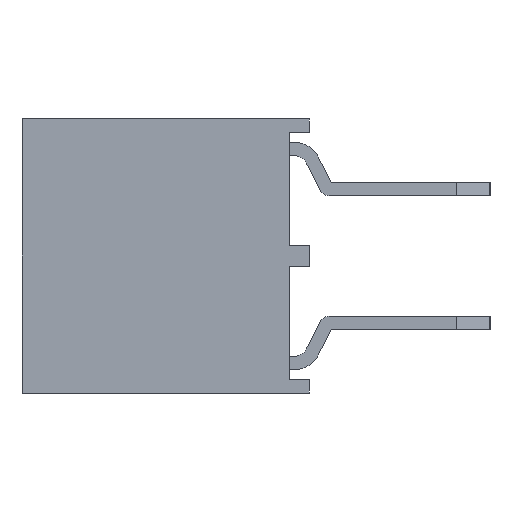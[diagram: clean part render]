
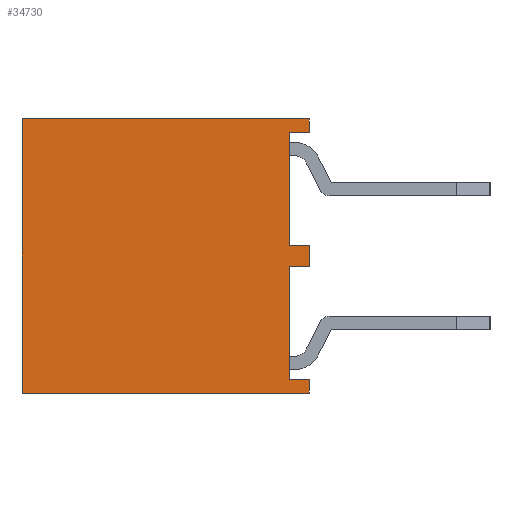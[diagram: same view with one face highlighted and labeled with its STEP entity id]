
A CAD part, left-side view. The second image highlights one B-rep face of the part: STEP entity #34730.
In plain terms, the highlighted planar face has unit normal (-1, 0, 0).
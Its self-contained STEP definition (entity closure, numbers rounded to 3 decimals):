
#1083 = CARTESIAN_POINT ( 'NONE',  ( -15., -0.3, 1.85 ) ) ;
#1216 = VERTEX_POINT ( 'NONE', #15394 ) ;
#1267 = VECTOR ( 'NONE', #2455, 1000. ) ;
#1398 = EDGE_CURVE ( 'NONE', #13268, #11791, #13659, .T. ) ;
#2241 = VECTOR ( 'NONE', #25025, 1000. ) ;
#2455 = DIRECTION ( 'NONE',  ( 0., 1., 0. ) ) ;
#2543 = CARTESIAN_POINT ( 'NONE',  ( -15., -0.3, 0.15 ) ) ;
#2567 = AXIS2_PLACEMENT_3D ( 'NONE', #18987, #30560, #16131 ) ;
#2857 = CARTESIAN_POINT ( 'NONE',  ( -15., 0., 1.85 ) ) ;
#2897 = ORIENTED_EDGE ( 'NONE', *, *, #1398, .F. ) ;
#3570 = LINE ( 'NONE', #1083, #32329 ) ;
#3587 = VERTEX_POINT ( 'NONE', #30718 ) ;
#3770 = DIRECTION ( 'NONE',  ( 0., 0., 1. ) ) ;
#3808 = VECTOR ( 'NONE', #13913, 1000. ) ;
#5374 = CARTESIAN_POINT ( 'NONE',  ( -15., -0.3, -2.05 ) ) ;
#5710 = VECTOR ( 'NONE', #10413, 1000. ) ;
#6438 = CARTESIAN_POINT ( 'NONE',  ( -15., 4., -2.05 ) ) ;
#7188 = CARTESIAN_POINT ( 'NONE',  ( -15., 0., 0.15 ) ) ;
#7309 = ORIENTED_EDGE ( 'NONE', *, *, #15299, .F. ) ;
#8065 = VERTEX_POINT ( 'NONE', #20717 ) ;
#8077 = CARTESIAN_POINT ( 'NONE',  ( -15., -0.3, -1.85 ) ) ;
#8502 = VECTOR ( 'NONE', #23077, 1000. ) ;
#8981 = DIRECTION ( 'NONE',  ( 0., -1., 0. ) ) ;
#9686 = VECTOR ( 'NONE', #3770, 1000. ) ;
#10235 = PLANE ( 'NONE',  #2567 ) ;
#10413 = DIRECTION ( 'NONE',  ( 0., -1., 0. ) ) ;
#11674 = VERTEX_POINT ( 'NONE', #25240 ) ;
#11791 = VERTEX_POINT ( 'NONE', #23354 ) ;
#11975 = ORIENTED_EDGE ( 'NONE', *, *, #24989, .F. ) ;
#12536 = VECTOR ( 'NONE', #30166, 1000. ) ;
#12549 = ORIENTED_EDGE ( 'NONE', *, *, #28546, .T. ) ;
#13078 = EDGE_CURVE ( 'NONE', #3587, #33560, #3570, .T. ) ;
#13268 = VERTEX_POINT ( 'NONE', #35411 ) ;
#13432 = CARTESIAN_POINT ( 'NONE',  ( -15., 0., -2.05 ) ) ;
#13659 = LINE ( 'NONE', #28481, #1267 ) ;
#13913 = DIRECTION ( 'NONE',  ( 0., 0., -1. ) ) ;
#14065 = CARTESIAN_POINT ( 'NONE',  ( -15., 0., 1.85 ) ) ;
#14438 = DIRECTION ( 'NONE',  ( 0., -1., 0. ) ) ;
#14670 = ORIENTED_EDGE ( 'NONE', *, *, #25408, .F. ) ;
#15299 = EDGE_CURVE ( 'NONE', #32872, #1216, #18597, .T. ) ;
#15394 = CARTESIAN_POINT ( 'NONE',  ( -15., -0.3, 0.15 ) ) ;
#15928 = LINE ( 'NONE', #33771, #5710 ) ;
#16131 = DIRECTION ( 'NONE',  ( 0., 1., 0. ) ) ;
#16174 = CARTESIAN_POINT ( 'NONE',  ( -15., 4., 2.05 ) ) ;
#16421 = EDGE_CURVE ( 'NONE', #28500, #3587, #35007, .T. ) ;
#16545 = VECTOR ( 'NONE', #26508, 1000. ) ;
#16902 = CARTESIAN_POINT ( 'NONE',  ( -15., 0., -0.15 ) ) ;
#17106 = ORIENTED_EDGE ( 'NONE', *, *, #16421, .F. ) ;
#17543 = ORIENTED_EDGE ( 'NONE', *, *, #13078, .F. ) ;
#17642 = ORIENTED_EDGE ( 'NONE', *, *, #23917, .T. ) ;
#18597 = LINE ( 'NONE', #7188, #12536 ) ;
#18604 = CARTESIAN_POINT ( 'NONE',  ( -15., 0., 2.05 ) ) ;
#18633 = EDGE_CURVE ( 'NONE', #8065, #36165, #15928, .T. ) ;
#18905 = CARTESIAN_POINT ( 'NONE',  ( -15., 0., 0.15 ) ) ;
#18987 = CARTESIAN_POINT ( 'NONE',  ( -15., 0., -2.05 ) ) ;
#19383 = DIRECTION ( 'NONE',  ( 0., -1., 0. ) ) ;
#19550 = VERTEX_POINT ( 'NONE', #32811 ) ;
#20538 = EDGE_CURVE ( 'NONE', #32872, #28644, #22379, .T. ) ;
#20717 = CARTESIAN_POINT ( 'NONE',  ( -15., 0., -1.85 ) ) ;
#21368 = LINE ( 'NONE', #26327, #16545 ) ;
#22379 = LINE ( 'NONE', #13432, #2241 ) ;
#22815 = LINE ( 'NONE', #2857, #31640 ) ;
#23077 = DIRECTION ( 'NONE',  ( 0., 0., -1. ) ) ;
#23354 = CARTESIAN_POINT ( 'NONE',  ( -15., 4., -2.05 ) ) ;
#23917 = EDGE_CURVE ( 'NONE', #19550, #11674, #30767, .T. ) ;
#24989 = EDGE_CURVE ( 'NONE', #11791, #28500, #32456, .T. ) ;
#25025 = DIRECTION ( 'NONE',  ( 0., 0., 1. ) ) ;
#25090 = EDGE_LOOP ( 'NONE', ( #35913, #17642, #14670, #7309, #27518, #12549, #17543, #17106, #11975, #2897, #31348, #33063 ) ) ;
#25224 = CARTESIAN_POINT ( 'NONE',  ( -15., -0.3, 1.85 ) ) ;
#25240 = CARTESIAN_POINT ( 'NONE',  ( -15., -0.3, -0.15 ) ) ;
#25408 = EDGE_CURVE ( 'NONE', #1216, #11674, #35016, .T. ) ;
#26327 = CARTESIAN_POINT ( 'NONE',  ( -15., 0., -2.05 ) ) ;
#26508 = DIRECTION ( 'NONE',  ( 0., 0., 1. ) ) ;
#27518 = ORIENTED_EDGE ( 'NONE', *, *, #20538, .T. ) ;
#27758 = VECTOR ( 'NONE', #8981, 1000. ) ;
#28481 = CARTESIAN_POINT ( 'NONE',  ( -15., 0., -2.05 ) ) ;
#28500 = VERTEX_POINT ( 'NONE', #16174 ) ;
#28546 = EDGE_CURVE ( 'NONE', #28644, #33560, #22815, .T. ) ;
#28644 = VERTEX_POINT ( 'NONE', #14065 ) ;
#29056 = VECTOR ( 'NONE', #19383, 1000. ) ;
#29951 = DIRECTION ( 'NONE',  ( 0., 0., -1. ) ) ;
#30166 = DIRECTION ( 'NONE',  ( 0., -1., 0. ) ) ;
#30560 = DIRECTION ( 'NONE',  ( -1., 0., 0. ) ) ;
#30718 = CARTESIAN_POINT ( 'NONE',  ( -15., -0.3, 2.05 ) ) ;
#30767 = LINE ( 'NONE', #16902, #29056 ) ;
#31348 = ORIENTED_EDGE ( 'NONE', *, *, #35543, .F. ) ;
#31395 = LINE ( 'NONE', #5374, #3808 ) ;
#31640 = VECTOR ( 'NONE', #14438, 1000. ) ;
#32329 = VECTOR ( 'NONE', #29951, 1000. ) ;
#32456 = LINE ( 'NONE', #6438, #9686 ) ;
#32811 = CARTESIAN_POINT ( 'NONE',  ( -15., 0., -0.15 ) ) ;
#32872 = VERTEX_POINT ( 'NONE', #18905 ) ;
#33063 = ORIENTED_EDGE ( 'NONE', *, *, #18633, .F. ) ;
#33560 = VERTEX_POINT ( 'NONE', #25224 ) ;
#33771 = CARTESIAN_POINT ( 'NONE',  ( -15., 0., -1.85 ) ) ;
#34730 = ADVANCED_FACE ( 'NONE', ( #36817 ), #10235, .T. ) ;
#35007 = LINE ( 'NONE', #18604, #27758 ) ;
#35016 = LINE ( 'NONE', #2543, #8502 ) ;
#35404 = EDGE_CURVE ( 'NONE', #8065, #19550, #21368, .T. ) ;
#35411 = CARTESIAN_POINT ( 'NONE',  ( -15., -0.3, -2.05 ) ) ;
#35543 = EDGE_CURVE ( 'NONE', #36165, #13268, #31395, .T. ) ;
#35913 = ORIENTED_EDGE ( 'NONE', *, *, #35404, .T. ) ;
#36165 = VERTEX_POINT ( 'NONE', #8077 ) ;
#36817 = FACE_OUTER_BOUND ( 'NONE', #25090, .T. ) ;
